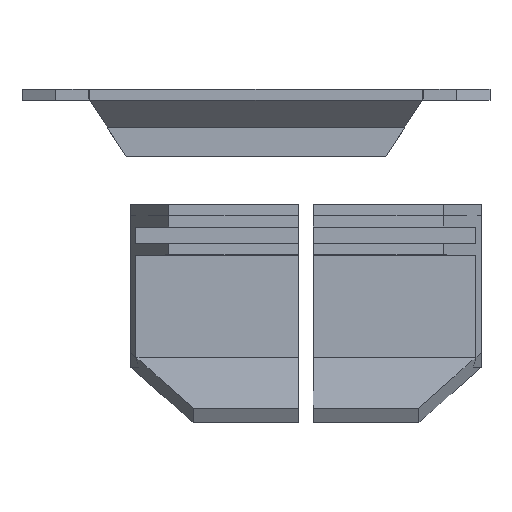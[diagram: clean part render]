
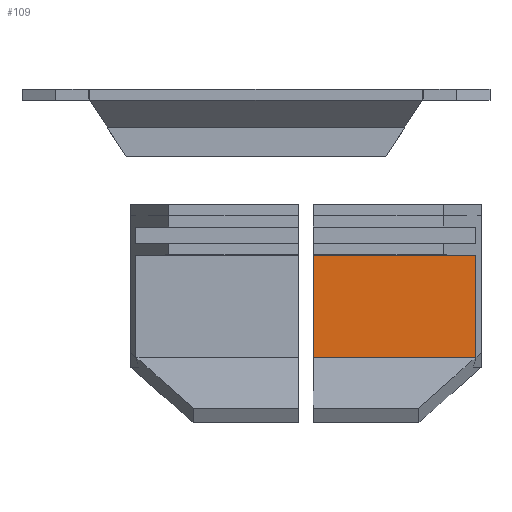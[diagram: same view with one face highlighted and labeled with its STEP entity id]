
A CAD part, top view. The second image highlights one B-rep face of the part: STEP entity #109.
In plain terms, the highlighted planar face has unit normal (0, 0, 1).
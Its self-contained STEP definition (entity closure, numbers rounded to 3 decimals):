
#109=ADVANCED_FACE('',(#238),#1909,.T.);
#238=FACE_OUTER_BOUND('',#369,.T.);
#369=EDGE_LOOP('',(#742,#743,#744,#745));
#742=ORIENTED_EDGE('',*,*,#1196,.F.);
#743=ORIENTED_EDGE('',*,*,#1195,.T.);
#744=ORIENTED_EDGE('',*,*,#1203,.T.);
#745=ORIENTED_EDGE('',*,*,#1222,.F.);
#1195=EDGE_CURVE('',#1751,#1754,#1504,.T.);
#1196=EDGE_CURVE('',#1751,#1763,#1505,.T.);
#1203=EDGE_CURVE('',#1754,#1755,#1512,.T.);
#1222=EDGE_CURVE('',#1763,#1755,#1531,.T.);
#1504=B_SPLINE_CURVE_WITH_KNOTS('',1,(#2704,#2705),.UNSPECIFIED.,.F.,.F.,
(2,2),(50.,68.268),.UNSPECIFIED.);
#1505=B_SPLINE_CURVE_WITH_KNOTS('',1,(#2706,#2707),.UNSPECIFIED.,.F.,.F.,
(2,2),(-50.,-20.972),.UNSPECIFIED.);
#1512=B_SPLINE_CURVE_WITH_KNOTS('',1,(#2720,#2721),.UNSPECIFIED.,.F.,.F.,
(2,2),(-30.,-0.972),.UNSPECIFIED.);
#1531=B_SPLINE_CURVE_WITH_KNOTS('',1,(#2762,#2763),.UNSPECIFIED.,.F.,.F.,
(2,2),(-20.,-1.732),.UNSPECIFIED.);
#1751=VERTEX_POINT('',#2587);
#1754=VERTEX_POINT('',#2590);
#1755=VERTEX_POINT('',#2591);
#1763=VERTEX_POINT('',#2599);
#1909=PLANE('',#2045);
#2045=AXIS2_PLACEMENT_3D('',#2532,#2164,$);
#2164=DIRECTION('',(0.,0.,1.));
#2532=CARTESIAN_POINT('',(-932.675,-294.766,3.));
#2587=CARTESIAN_POINT('',(-932.675,-274.766,3.));
#2590=CARTESIAN_POINT('',(-932.675,-293.034,3.));
#2591=CARTESIAN_POINT('',(-903.646,-293.034,3.));
#2599=CARTESIAN_POINT('',(-903.646,-274.766,3.));
#2704=CARTESIAN_POINT('',(-932.675,-274.766,3.));
#2705=CARTESIAN_POINT('',(-932.675,-293.034,3.));
#2706=CARTESIAN_POINT('',(-932.675,-274.766,3.));
#2707=CARTESIAN_POINT('',(-903.646,-274.766,3.));
#2720=CARTESIAN_POINT('',(-932.675,-293.034,3.));
#2721=CARTESIAN_POINT('',(-903.646,-293.034,3.));
#2762=CARTESIAN_POINT('',(-903.646,-274.766,3.));
#2763=CARTESIAN_POINT('',(-903.646,-293.034,3.));
